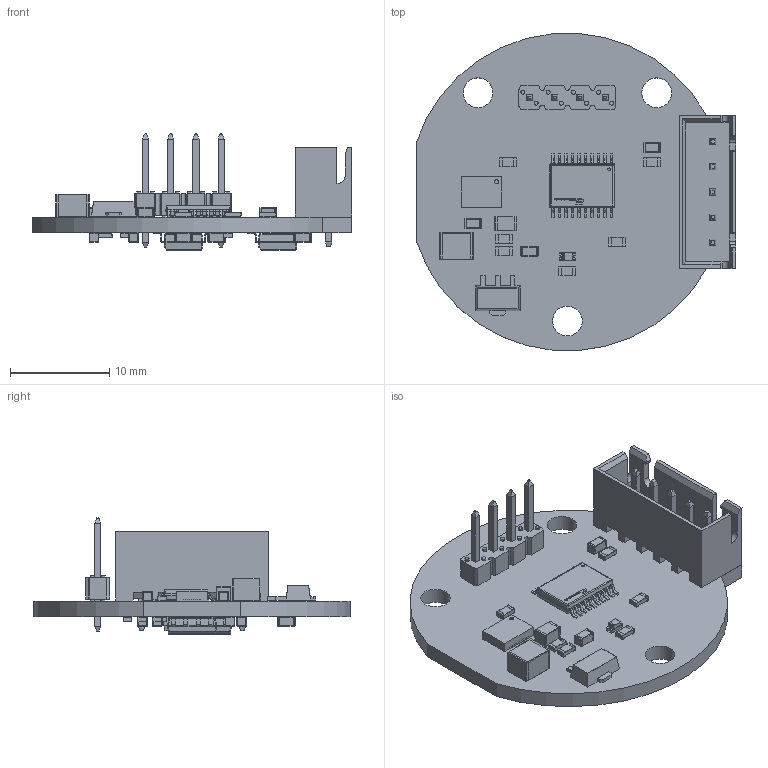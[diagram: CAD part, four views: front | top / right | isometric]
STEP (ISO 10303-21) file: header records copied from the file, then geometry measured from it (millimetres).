
FILE_DESCRIPTION(('Open CASCADE Model'),'2;1');
FILE_NAME('Open CASCADE Shape Model','2024-06-12T20:50:25',('Author'),( 'Open CASCADE'),'Open CASCADE STEP processor 7.5','Open CASCADE 7.5' ,'Unknown');
FILE_SCHEMA(('AUTOMOTIVE_DESIGN { 1 0 10303 214 1 1 1 1 }'));
Length unit declared in the file: millimetre
Products named in the file (91): PCB; Board; Open CASCADE STEP translator 7.5 2.1.1; X2; X-0101X0025_R_FCI_77311-118-04LF; 98471_004; 77310_Y019; V2; LED_0603_1608_LiteOn_Green; R15; RESC0603X05L; 1081817352; Mid_Body; Terminal; Open_CASCADE_STEP_translator_6.8_9.2.1; Mark; R11; R7; R1; D3; IC_STMicroelectronics_STM32G030F6P6_eec; `1; 1; STM Logo; D2; 6035285536; Open CASCADE STEP translator 6.8 6.1; Body; Open CASCADE STEP translator 6.8 6.2.1; Leader; C7; CAPC0603X09L; 1449441080; Open_CASCADE_STEP_translator_6.8_10.1.1; Open_CASCADE_STEP_translator_6.8_10.1.2; Open_CASCADE_STEP_translator_6.8_10.2.1; C2; R5; R4; X1 ...
Assembly tree (169 placements, depth 6):
  PCB
    Board
      Open CASCADE STEP translator 7.5 2.1.1
    X2
      X-0101X0025_R_FCI_77311-118-04LF
        98471_004
        77310_Y019  x4
    V2
      LED_0603_1608_LiteOn_Green
      LED_0603_1608_LiteOn_Green
    R15
      RESC0603X05L
      RESC0603X05L
        1081817352
          Mid_Body
          Terminal  x2
            Open_CASCADE_STEP_translator_6.8_9.2.1
          Mark
    R11
      RESC0603X05L
      RESC0603X05L
        1081817352
          Mid_Body
          Terminal  x2
            Open_CASCADE_STEP_translator_6.8_9.2.1
          Mark
    R7
      RESC0603X05L
      RESC0603X05L
        1081817352
          Mid_Body
          Terminal  x2
            Open_CASCADE_STEP_translator_6.8_9.2.1
          Mark
    R1
      RESC0603X05L
      RESC0603X05L
        1081817352
          Mid_Body
          Terminal  x2
            Open_CASCADE_STEP_translator_6.8_9.2.1
          Mark
    D3
      IC_STMicroelectronics_STM32G030F6P6_eec
        `1
        1
        STM Logo
    D2
      6035285536
        Open CASCADE STEP translator 6.8 6.1
        Body
          Open CASCADE STEP translator 6.8 6.2.1
        Leader  x8
    C7
      CAPC0603X09L
      CAPC0603X09L
        1449441080
          Terminal
            Open_CASCADE_STEP_translator_6.8_10.1.1
            Open_CASCADE_STEP_translator_6.8_10.1.2
Bounding box: 32.22 x 31.93 x 11.72 mm (x, y, z)
Volume: 1750.3 mm3; surface area: 3586.1 mm2
Topology: 192 solids, 195 shells, 3062 faces, 7005 edges, 4252 vertices
Faces by surface type: plane 2131, cylinder 606, bspline 205, sphere 120
Full cylindrical faces by diameter (mm): 0.302 x1, 0.388 x1, 0.487 x2, 0.9 x5, 1.1 x4, 3 x3
Entity records: 51518 total; most frequent: CARTESIAN_POINT 12442, ORIENTED_EDGE 7152, DIRECTION 6689, EDGE_CURVE 3577, LINE 2537, VECTOR 2537, VERTEX_POINT 2275, AXIS2_PLACEMENT_3D 2076
